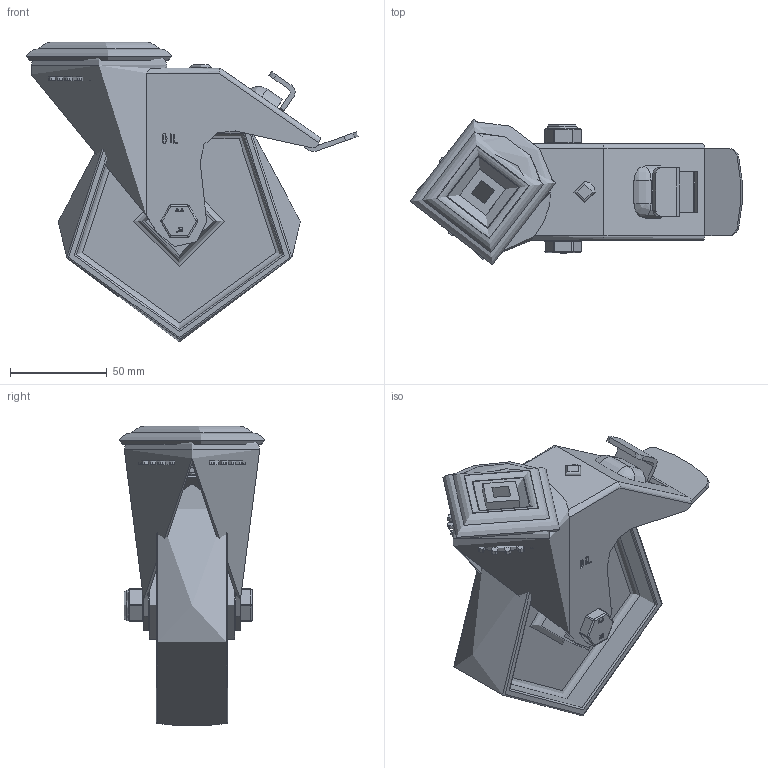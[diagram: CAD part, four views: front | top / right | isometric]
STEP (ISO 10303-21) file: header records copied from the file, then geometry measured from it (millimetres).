
FILE_DESCRIPTION(/* description */ ('','CAx-IF Rec.Pracs.---Representation and Presentation of Product Manufacturing Information (PMI)---4.0---2014-10-13'),/* implementation_level */ '2;1');
FILE_NAME(/* name */ 'BZMM125PLBH12SWB.step',/* time_stamp */ '2024-12-16T11:59:25Z',/* author */ (''),/* organization */ (''),/* preprocessor_version */ 'ST-DEVELOPER v20',/* originating_system */ 'Autodesk Translation Framework v13.20.0.188',/* authorisation */ '');
FILE_SCHEMA (('AP242_MANAGED_MODEL_BASED_3D_ENGINEERING_MIM_LF { 1 0 10303 442 1 1 4 }'));
Length unit declared in the file: millimetre
Products named in the file (19): BZMM125PLBH12SWB; BZMM125ASBH12SWB v2; ZINC PLATED, PRESSED STEEL HEAD; ZINC PLATED, PRESSED STEEL FORKS; ZINC PLATED, PRESSED STEEL BRAKE PEDAL; BRAKE PAD; BRAKE PAD Geometry; BOLT; NUT; BZMH125WPL v3; BZMH125WPL; TUBEM15X45 v1; ZINC PLATED, STEEL TUBE; HEXBOLTM10X60Z8.8 v2; GRADE 8.8 ZINC PLATED BOLT; NYLOCM10Z v1; NYLOC NUT; RUBBER; NUT (1)
Assembly tree (18 placements, depth 4):
  BZMM125PLBH12SWB
    BZMM125ASBH12SWB v2
      ZINC PLATED, PRESSED STEEL HEAD
      ZINC PLATED, PRESSED STEEL FORKS
      ZINC PLATED, PRESSED STEEL BRAKE PEDAL
      BRAKE PAD
        BRAKE PAD Geometry
        BOLT
        NUT
    BZMH125WPL v3
      BZMH125WPL
    TUBEM15X45 v1
      ZINC PLATED, STEEL TUBE
    HEXBOLTM10X60Z8.8 v2
      GRADE 8.8 ZINC PLATED BOLT
    NYLOCM10Z v1
      NYLOC NUT
        RUBBER
        NUT (1)
Bounding box: 171.46 x 75.35 x 154.85 mm (x, y, z)
Volume: 275597.4 mm3; surface area: 134746.5 mm2
Topology: 11 solids, 11 shells, 630 faces, 1640 edges, 1056 vertices
Faces by surface type: plane 298, cylinder 219, bspline 54, torus 28, sphere 22, cone 9
Full cylindrical faces by diameter (mm): 6 x4, 8 x1, 8.141 x19, 9 x2, 9.85 x20, 10 x3, 10.2 x3, 11 x1, 12 x2, 12.2 x1, 14.95 x1, 15.2 x1, 15.5 x1, 16 x1, 21.313 x1, 24 x3, 38 x1, 49.5 x1, 65 x1, 70 x1, 72 x1, 112 x2
Entity records: 26103 total; most frequent: CARTESIAN_POINT 10221, ORIENTED_EDGE 3272, DIRECTION 3158, EDGE_CURVE 1636, AXIS2_PLACEMENT_3D 1116, VERTEX_POINT 1055, LINE 926, VECTOR 926
